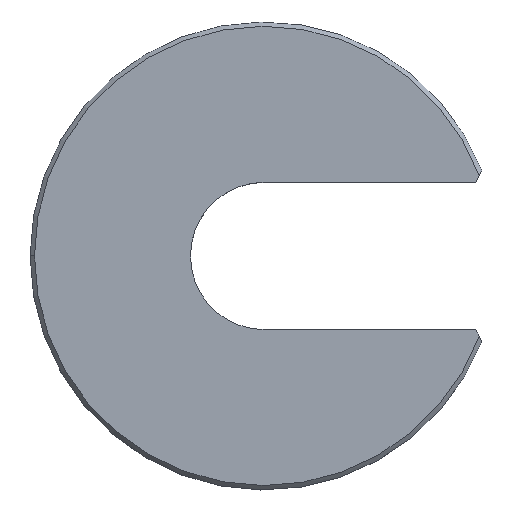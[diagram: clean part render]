
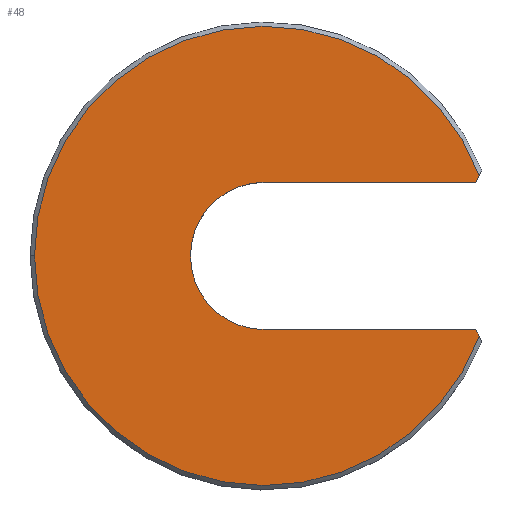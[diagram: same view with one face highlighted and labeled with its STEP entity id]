
A CAD part, top view. The second image highlights one B-rep face of the part: STEP entity #48.
In plain terms, the highlighted planar face has unit normal (0, 0, 1).
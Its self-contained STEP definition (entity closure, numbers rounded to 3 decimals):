
#17 = CIRCLE ( 'NONE', #351, 26.5 ) ;
#20 = EDGE_CURVE ( 'NONE', #218, #112, #30, .T. ) ;
#21 = CIRCLE ( 'NONE', #331, 26.5 ) ;
#30 = CIRCLE ( 'NONE', #366, 8.5 ) ;
#33 = EDGE_CURVE ( 'NONE', #210, #218, #253, .T. ) ;
#46 = EDGE_CURVE ( 'NONE', #132, #139, #17, .T. ) ;
#48 = ADVANCED_FACE ( 'NONE', ( #380 ), #294, .T. ) ;
#55 = EDGE_CURVE ( 'NONE', #210, #132, #196, .T. ) ;
#56 = EDGE_CURVE ( 'NONE', #139, #207, #21, .T. ) ;
#59 = EDGE_CURVE ( 'NONE', #207, #216, #236, .T. ) ;
#62 = EDGE_CURVE ( 'NONE', #112, #216, #235, .T. ) ;
#79 = CARTESIAN_POINT ( 'NONE',  ( 24.44, 8.5, 0. ) ) ;
#102 = CARTESIAN_POINT ( 'NONE',  ( -26.5, 0., 0. ) ) ;
#104 = CARTESIAN_POINT ( 'NONE',  ( 24.826, 9.269, 0. ) ) ;
#108 = ORIENTED_EDGE ( 'NONE', *, *, #56, .T. ) ;
#112 = VERTEX_POINT ( 'NONE', #160 ) ;
#123 = ORIENTED_EDGE ( 'NONE', *, *, #33, .F. ) ;
#130 = ORIENTED_EDGE ( 'NONE', *, *, #46, .T. ) ;
#132 = VERTEX_POINT ( 'NONE', #104 ) ;
#139 = VERTEX_POINT ( 'NONE', #102 ) ;
#160 = CARTESIAN_POINT ( 'NONE',  ( 0., -8.5, 0. ) ) ;
#185 = DIRECTION ( 'NONE',  ( 1., 0., 0. ) ) ;
#188 = DIRECTION ( 'NONE',  ( 0., 0., 1. ) ) ;
#191 = DIRECTION ( 'NONE',  ( 0.449, 0.894, 0. ) ) ;
#192 = DIRECTION ( 'NONE',  ( 1., 0., 0. ) ) ;
#194 = CARTESIAN_POINT ( 'NONE',  ( 0., 0., 0. ) ) ;
#195 = DIRECTION ( 'NONE',  ( -1., 0., 0. ) ) ;
#196 = LINE ( 'NONE', #240, #346 ) ;
#199 = DIRECTION ( 'NONE',  ( 1., 0., 0. ) ) ;
#200 = DIRECTION ( 'NONE',  ( 0., 0., 1. ) ) ;
#207 = VERTEX_POINT ( 'NONE', #274 ) ;
#210 = VERTEX_POINT ( 'NONE', #79 ) ;
#216 = VERTEX_POINT ( 'NONE', #315 ) ;
#218 = VERTEX_POINT ( 'NONE', #316 ) ;
#231 = DIRECTION ( 'NONE',  ( 1., 0., 0. ) ) ;
#234 = DIRECTION ( 'NONE',  ( 0., 0., 1. ) ) ;
#235 = LINE ( 'NONE', #239, #335 ) ;
#236 = LINE ( 'NONE', #242, #324 ) ;
#237 = CARTESIAN_POINT ( 'NONE',  ( 0., 0., 0. ) ) ;
#239 = CARTESIAN_POINT ( 'NONE',  ( 27., -8.5, 0. ) ) ;
#240 = CARTESIAN_POINT ( 'NONE',  ( 16.116, -8.088, 0. ) ) ;
#242 = CARTESIAN_POINT ( 'NONE',  ( 16.116, 8.088, 0. ) ) ;
#253 = LINE ( 'NONE', #254, #365 ) ;
#254 = CARTESIAN_POINT ( 'NONE',  ( 0., 8.5, 0. ) ) ;
#270 = DIRECTION ( 'NONE',  ( -0.449, 0.894, 0. ) ) ;
#272 = CARTESIAN_POINT ( 'NONE',  ( 0., 0., 0. ) ) ;
#274 = CARTESIAN_POINT ( 'NONE',  ( 24.826, -9.269, 0. ) ) ;
#282 = EDGE_LOOP ( 'NONE', ( #123, #396, #130, #108, #390, #386, #391 ) ) ;
#294 = PLANE ( 'NONE',  #381 ) ;
#295 = CARTESIAN_POINT ( 'NONE',  ( 0., 0., 0. ) ) ;
#296 = DIRECTION ( 'NONE',  ( 0., 0., 1. ) ) ;
#297 = DIRECTION ( 'NONE',  ( 1., 0., 0. ) ) ;
#315 = CARTESIAN_POINT ( 'NONE',  ( 24.44, -8.5, 0. ) ) ;
#316 = CARTESIAN_POINT ( 'NONE',  ( 0., 8.5, 0. ) ) ;
#324 = VECTOR ( 'NONE', #270, 1000. ) ;
#331 = AXIS2_PLACEMENT_3D ( 'NONE', #237, #188, #192 ) ;
#335 = VECTOR ( 'NONE', #185, 1000. ) ;
#346 = VECTOR ( 'NONE', #191, 1000. ) ;
#351 = AXIS2_PLACEMENT_3D ( 'NONE', #272, #234, #231 ) ;
#365 = VECTOR ( 'NONE', #195, 1000. ) ;
#366 = AXIS2_PLACEMENT_3D ( 'NONE', #194, #200, #199 ) ;
#380 = FACE_OUTER_BOUND ( 'NONE', #282, .T. ) ;
#381 = AXIS2_PLACEMENT_3D ( 'NONE', #295, #296, #297 ) ;
#386 = ORIENTED_EDGE ( 'NONE', *, *, #62, .F. ) ;
#390 = ORIENTED_EDGE ( 'NONE', *, *, #59, .T. ) ;
#391 = ORIENTED_EDGE ( 'NONE', *, *, #20, .F. ) ;
#396 = ORIENTED_EDGE ( 'NONE', *, *, #55, .T. ) ;
